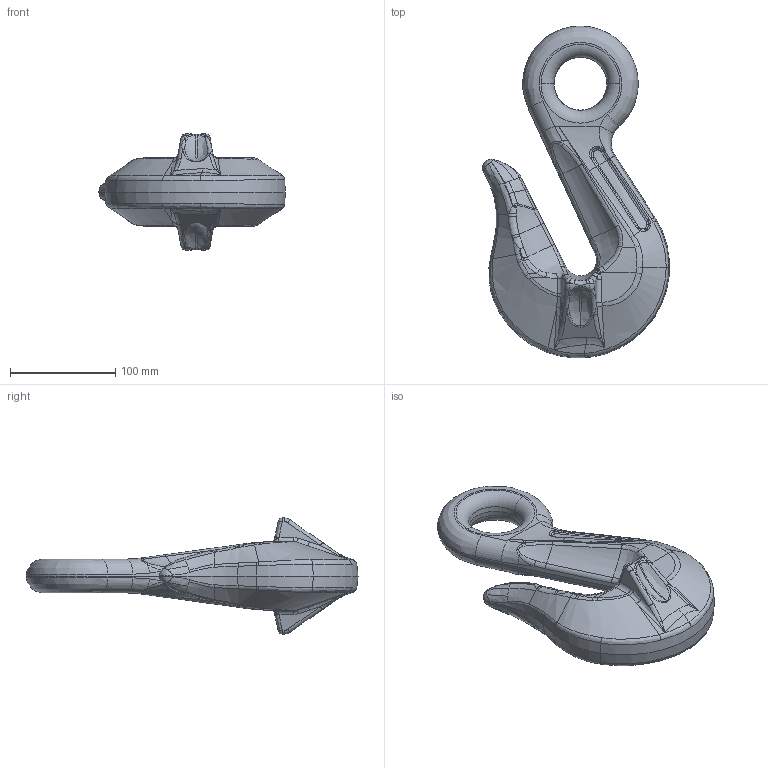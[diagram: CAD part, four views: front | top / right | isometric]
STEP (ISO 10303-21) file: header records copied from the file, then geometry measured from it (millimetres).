
FILE_DESCRIPTION(('CATIA V5 STEP Exchange'),'2;1');
FILE_NAME('X-041-26.stp','2017-05-16T00:52:02+00:00',('none'),('none'),'CATIA Version 5 Release 21 GA (IN-10)','CATIA V5 STEP AP203','none');
FILE_SCHEMA(('CONFIG_CONTROL_DESIGN'));
Length unit declared in the file: millimetre
Products named in the file (1): X041-26B-A
Bounding box: 177.06 x 314.72 x 110 mm (x, y, z)
Volume: 1253205.2 mm3; surface area: 101016.6 mm2
Topology: 1 solids, 1 shells, 446 faces, 1045 edges, 589 vertices
Faces by surface type: bspline 334, cylinder 42, plane 36, cone 22, torus 8, sphere 4
Entity records: 51968 total; most frequent: CARTESIAN_POINT 44803, ORIENTED_EDGE 2066, EDGE_CURVE 1033, B_SPLINE_CURVE_WITH_KNOTS 871, VERTEX_POINT 589, EDGE_LOOP 448, ADVANCED_FACE 446, FACE_OUTER_BOUND 446
